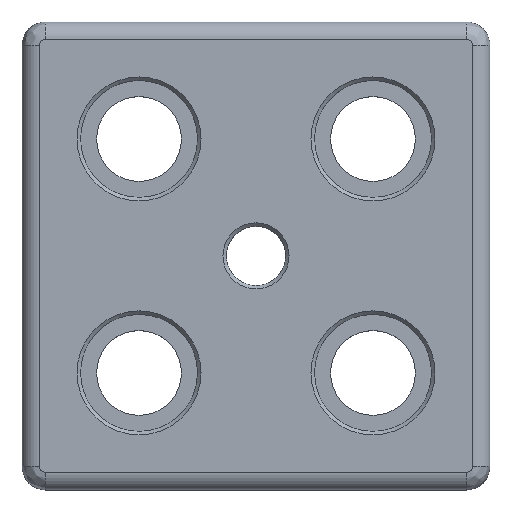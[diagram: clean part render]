
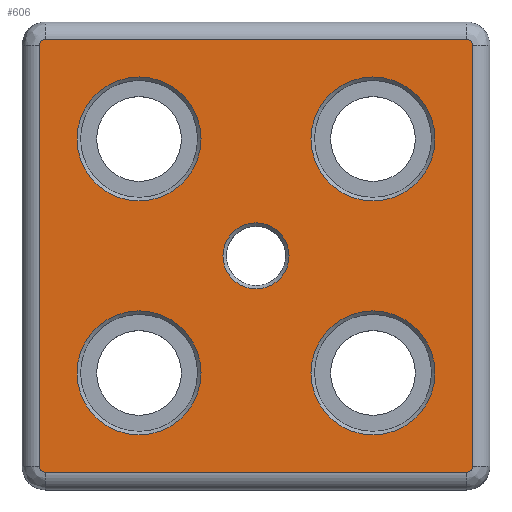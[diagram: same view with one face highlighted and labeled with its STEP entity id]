
A CAD part, top view. The second image highlights one B-rep face of the part: STEP entity #606.
In plain terms, the highlighted planar face has unit normal (0, 0, 1).
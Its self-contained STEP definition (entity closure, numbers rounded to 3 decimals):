
#36=FACE_BOUND('',#98,.T.);
#37=FACE_BOUND('',#99,.T.);
#38=FACE_BOUND('',#100,.T.);
#39=FACE_BOUND('',#101,.T.);
#40=FACE_BOUND('',#102,.T.);
#50=PLANE('',#665);
#61=FACE_OUTER_BOUND('',#97,.T.);
#97=EDGE_LOOP('',(#425,#426,#427,#428,#429,#430,#431,#432));
#98=EDGE_LOOP('',(#433));
#99=EDGE_LOOP('',(#434));
#100=EDGE_LOOP('',(#435));
#101=EDGE_LOOP('',(#436));
#102=EDGE_LOOP('',(#437));
#147=LINE('',#975,#181);
#148=LINE('',#979,#182);
#149=LINE('',#983,#183);
#150=LINE('',#986,#184);
#181=VECTOR('',#764,10.);
#182=VECTOR('',#767,10.);
#183=VECTOR('',#770,10.);
#184=VECTOR('',#773,10.);
#214=CIRCLE('',#662,10.6);
#217=CIRCLE('',#666,1.);
#218=CIRCLE('',#667,1.);
#219=CIRCLE('',#668,1.);
#220=CIRCLE('',#669,1.);
#221=CIRCLE('',#670,10.6);
#222=CIRCLE('',#671,5.653);
#223=CIRCLE('',#672,10.6);
#224=CIRCLE('',#673,10.6);
#270=VERTEX_POINT('',#963);
#273=VERTEX_POINT('',#971);
#274=VERTEX_POINT('',#972);
#275=VERTEX_POINT('',#974);
#276=VERTEX_POINT('',#976);
#277=VERTEX_POINT('',#978);
#278=VERTEX_POINT('',#980);
#279=VERTEX_POINT('',#982);
#280=VERTEX_POINT('',#984);
#281=VERTEX_POINT('',#987);
#282=VERTEX_POINT('',#989);
#283=VERTEX_POINT('',#991);
#284=VERTEX_POINT('',#993);
#330=EDGE_CURVE('',#270,#270,#214,.T.);
#334=EDGE_CURVE('',#273,#274,#217,.T.);
#335=EDGE_CURVE('',#275,#273,#147,.T.);
#336=EDGE_CURVE('',#276,#275,#218,.T.);
#337=EDGE_CURVE('',#277,#276,#148,.T.);
#338=EDGE_CURVE('',#278,#277,#219,.T.);
#339=EDGE_CURVE('',#279,#278,#149,.T.);
#340=EDGE_CURVE('',#280,#279,#220,.T.);
#341=EDGE_CURVE('',#274,#280,#150,.T.);
#342=EDGE_CURVE('',#281,#281,#221,.T.);
#343=EDGE_CURVE('',#282,#282,#222,.T.);
#344=EDGE_CURVE('',#283,#283,#223,.T.);
#345=EDGE_CURVE('',#284,#284,#224,.T.);
#425=ORIENTED_EDGE('',*,*,#334,.F.);
#426=ORIENTED_EDGE('',*,*,#335,.F.);
#427=ORIENTED_EDGE('',*,*,#336,.F.);
#428=ORIENTED_EDGE('',*,*,#337,.F.);
#429=ORIENTED_EDGE('',*,*,#338,.F.);
#430=ORIENTED_EDGE('',*,*,#339,.F.);
#431=ORIENTED_EDGE('',*,*,#340,.F.);
#432=ORIENTED_EDGE('',*,*,#341,.F.);
#433=ORIENTED_EDGE('',*,*,#342,.F.);
#434=ORIENTED_EDGE('',*,*,#343,.F.);
#435=ORIENTED_EDGE('',*,*,#344,.F.);
#436=ORIENTED_EDGE('',*,*,#345,.F.);
#437=ORIENTED_EDGE('',*,*,#330,.F.);
#606=ADVANCED_FACE('',(#61,#36,#37,#38,#39,#40),#50,.T.);
#662=AXIS2_PLACEMENT_3D('',#964,#753,#754);
#665=AXIS2_PLACEMENT_3D('',#970,#760,#761);
#666=AXIS2_PLACEMENT_3D('',#973,#762,#763);
#667=AXIS2_PLACEMENT_3D('',#977,#765,#766);
#668=AXIS2_PLACEMENT_3D('',#981,#768,#769);
#669=AXIS2_PLACEMENT_3D('',#985,#771,#772);
#670=AXIS2_PLACEMENT_3D('',#988,#774,#775);
#671=AXIS2_PLACEMENT_3D('',#990,#776,#777);
#672=AXIS2_PLACEMENT_3D('',#992,#778,#779);
#673=AXIS2_PLACEMENT_3D('',#994,#780,#781);
#753=DIRECTION('center_axis',(0.,0.,1.));
#754=DIRECTION('ref_axis',(-1.,0.,0.));
#760=DIRECTION('center_axis',(0.,0.,1.));
#761=DIRECTION('ref_axis',(1.,0.,0.));
#762=DIRECTION('center_axis',(0.,0.,-1.));
#763=DIRECTION('ref_axis',(-0.707,0.707,0.));
#764=DIRECTION('',(0.,1.,0.));
#765=DIRECTION('center_axis',(0.,0.,-1.));
#766=DIRECTION('ref_axis',(-0.707,-0.707,0.));
#767=DIRECTION('',(-1.,0.,0.));
#768=DIRECTION('center_axis',(0.,0.,-1.));
#769=DIRECTION('ref_axis',(0.707,-0.707,0.));
#770=DIRECTION('',(0.,-1.,0.));
#771=DIRECTION('center_axis',(0.,0.,-1.));
#772=DIRECTION('ref_axis',(0.707,0.707,0.));
#773=DIRECTION('',(1.,0.,0.));
#774=DIRECTION('center_axis',(0.,0.,1.));
#775=DIRECTION('ref_axis',(-1.,0.,0.));
#776=DIRECTION('center_axis',(0.,0.,1.));
#777=DIRECTION('ref_axis',(-1.,0.,0.));
#778=DIRECTION('center_axis',(0.,0.,1.));
#779=DIRECTION('ref_axis',(-1.,0.,0.));
#780=DIRECTION('center_axis',(0.,0.,1.));
#781=DIRECTION('ref_axis',(-1.,0.,0.));
#963=CARTESIAN_POINT('',(30.6,-20.,16.));
#964=CARTESIAN_POINT('Origin',(20.,-20.,16.));
#970=CARTESIAN_POINT('Origin',(0.,0.,
16.));
#971=CARTESIAN_POINT('',(-37.,36.,16.));
#972=CARTESIAN_POINT('',(-36.,37.,16.));
#973=CARTESIAN_POINT('Origin',(-36.,36.,16.));
#974=CARTESIAN_POINT('',(-37.,-36.,16.));
#975=CARTESIAN_POINT('',(-37.,20.,16.));
#976=CARTESIAN_POINT('',(-36.,-37.,16.));
#977=CARTESIAN_POINT('Origin',(-36.,-36.,16.));
#978=CARTESIAN_POINT('',(36.,-37.,16.));
#979=CARTESIAN_POINT('',(-20.,-37.,16.));
#980=CARTESIAN_POINT('',(37.,-36.,16.));
#981=CARTESIAN_POINT('Origin',(36.,-36.,16.));
#982=CARTESIAN_POINT('',(37.,36.,16.));
#983=CARTESIAN_POINT('',(37.,-20.,16.));
#984=CARTESIAN_POINT('',(36.,37.,16.));
#985=CARTESIAN_POINT('Origin',(36.,36.,16.));
#986=CARTESIAN_POINT('',(20.,37.,16.));
#987=CARTESIAN_POINT('',(-9.4,-20.,16.));
#988=CARTESIAN_POINT('Origin',(-20.,-20.,16.));
#989=CARTESIAN_POINT('',(5.653,0.,16.));
#990=CARTESIAN_POINT('Origin',(0.,0.,16.));
#991=CARTESIAN_POINT('',(-9.4,20.,16.));
#992=CARTESIAN_POINT('Origin',(-20.,20.,16.));
#993=CARTESIAN_POINT('',(30.6,20.,16.));
#994=CARTESIAN_POINT('Origin',(20.,20.,16.));
